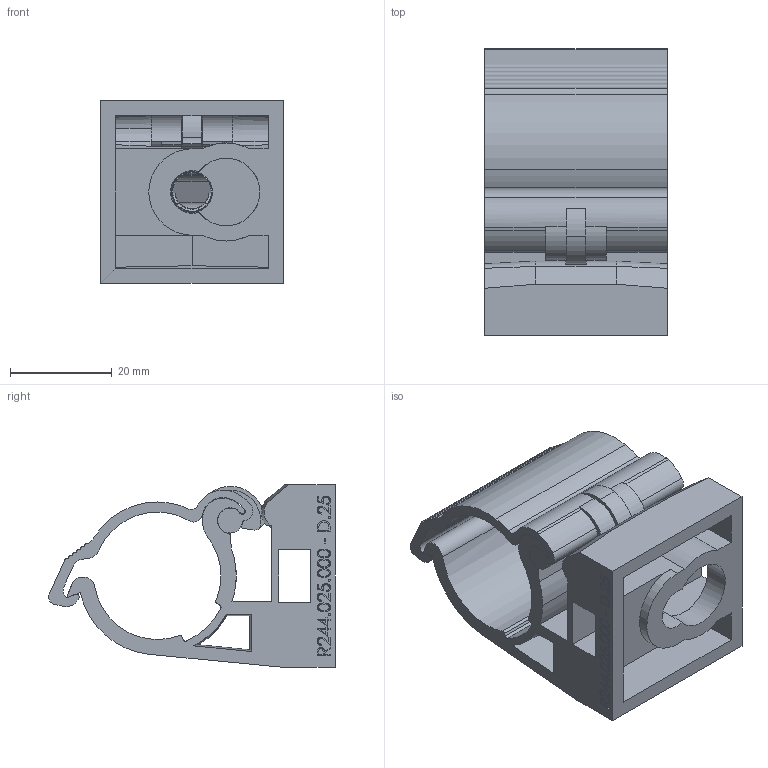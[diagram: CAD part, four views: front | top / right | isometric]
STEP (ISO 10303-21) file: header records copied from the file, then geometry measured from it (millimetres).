
FILE_DESCRIPTION (( 'STEP AP203' ), '1' );
FILE_NAME ('R244.025.000.step', '2013-11-19T11:09:34', ( 'Alusic' ), ( 'Alusic' ), 'SwSTEP 2.0', 'SolidWorks 2011', '' );
FILE_SCHEMA (( 'CONFIG_CONTROL_DESIGN' ));
Length unit declared in the file: millimetre
Products named in the file (1): R244.025.000
Bounding box: 36 x 56.39 x 36 mm (x, y, z)
Surface area: 18390.1 mm2 (no closed solid volume)
Topology: 0 solids, 2 shells, 500 faces, 1628 edges, 1104 vertices
Faces by surface type: plane 218, bspline 204, cylinder 72, cone 6
Entity records: 26014 total; most frequent: CARTESIAN_POINT 13295, ORIENTED_EDGE 2866, DIRECTION 1887, EDGE_CURVE 1628, VERTEX_POINT 1104, VECTOR 923, LINE 923, EDGE_LOOP 562
